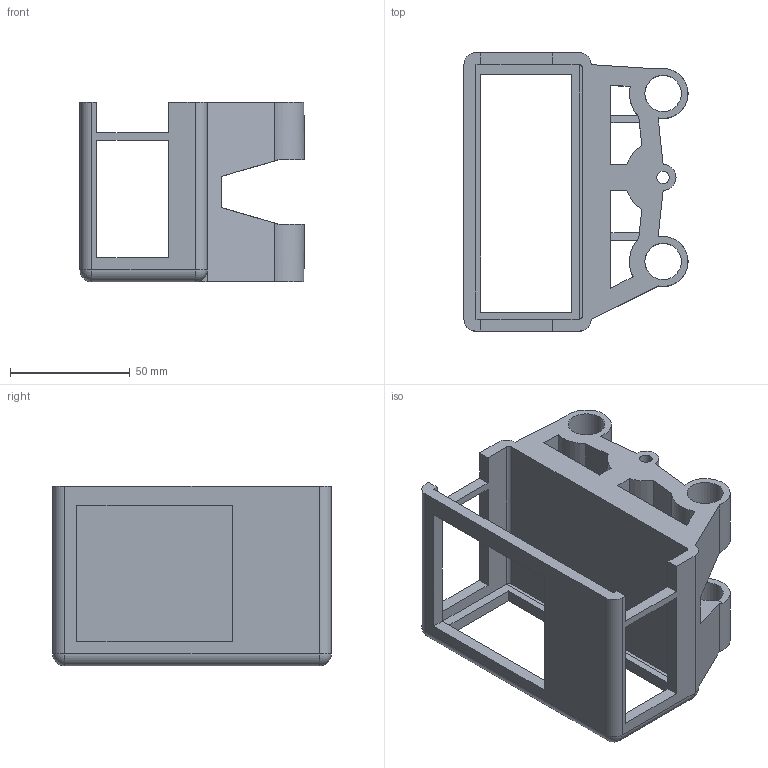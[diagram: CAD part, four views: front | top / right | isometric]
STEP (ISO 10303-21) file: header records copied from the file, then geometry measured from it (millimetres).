
FILE_DESCRIPTION(('FreeCAD Model'),'2;1');
FILE_NAME('HacktomaAdjustable.step','2015-06-15T17:58:36',( 'Author'),(''),'Open CASCADE STEP processor 6.8','FreeCAD','Unknown' );
FILE_SCHEMA(('AUTOMOTIVE_DESIGN_CC2 { 1 2 10303 214 -1 1 5 4 }'));
Length unit declared in the file: millimetre
Products named in the file (1): OptomaAdjustable
Bounding box: 93.4 x 116 x 75 mm (x, y, z)
Volume: 185530 mm3; surface area: 63542.1 mm2
Topology: 1 solids, 1 shells, 104 faces, 301 edges, 196 vertices
Faces by surface type: plane 74, cylinder 26, sphere 4
Full cylindrical faces by diameter (mm): 5.2 x1, 15.2 x4
Entity records: 7595 total; most frequent: CARTESIAN_POINT 1820, DIRECTION 994, LINE 612, VECTOR 612, ORIENTED_EDGE 602, PCURVE 602, DEFINITIONAL_REPRESENTATION 602, EDGE_CURVE 301
